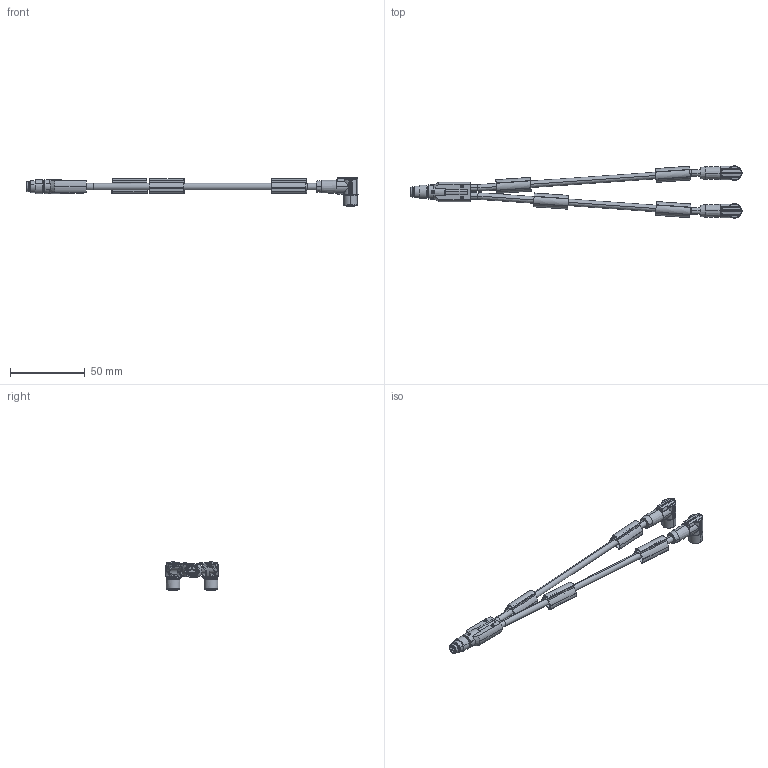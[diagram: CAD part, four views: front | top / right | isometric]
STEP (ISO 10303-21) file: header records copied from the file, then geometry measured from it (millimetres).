
FILE_DESCRIPTION(('SolidDesigner STEP Export'),'2;1');
FILE_NAME('1458758.stp','2011-11-29T 8:15:32',(''),(''),'CoCreate Modeling STEP processor for AP214 (Solid Model)','CoCreate Modeling 16.00A 16-Aug-2008 (C) Parametric Technology GmbH','');
FILE_SCHEMA(('AUTOMOTIVE_DESIGN { 1 0 10303 214 1 1 1 1 }'));
Length unit declared in the file: millimetre
Products named in the file (2): 1458758
Assembly tree (1 placements, depth 2):
  1458758
    1458758
Bounding box: 222.39 x 35.2 x 19.19 mm (x, y, z)
Volume: 14620.7 mm3; surface area: 14897.2 mm2
Topology: 1 solids, 1 shells, 1695 faces, 4644 edges, 3057 vertices
Faces by surface type: plane 1083, cylinder 322, extrusion 162, bspline 60, torus 34, cone 34
Entity records: 85420 total; most frequent: CARTESIAN_POINT 31375, ORIENTED_EDGE 9272, DIRECTION 6892, EDGE_CURVE 4636, VECTOR 3412, LINE 3260, VERTEX_POINT 3057, EDGE_LOOP 1833
